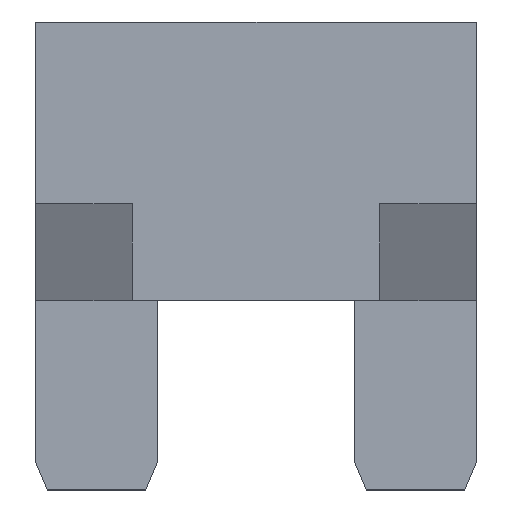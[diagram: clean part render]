
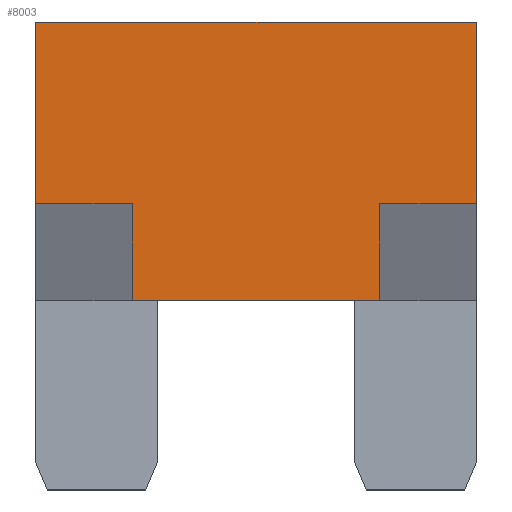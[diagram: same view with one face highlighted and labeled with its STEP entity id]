
A CAD part, top view. The second image highlights one B-rep face of the part: STEP entity #8003.
In plain terms, the highlighted planar face has unit normal (0, 0, 1).
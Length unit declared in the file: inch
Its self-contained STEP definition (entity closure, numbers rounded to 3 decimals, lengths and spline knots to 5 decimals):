
#42 = CARTESIAN_POINT ( 'NONE',  ( -0.57, 0.72, 0.175 ) ) ;
#162 = EDGE_CURVE ( 'NONE', #9833, #19387, #15592, .T. ) ;
#181 = DIRECTION ( 'NONE',  ( 0., 1., 0. ) ) ;
#206 = CARTESIAN_POINT ( 'NONE',  ( -0.32, 0., 0.175 ) ) ;
#352 = DIRECTION ( 'NONE',  ( 0., -1., 0. ) ) ;
#557 = LINE ( 'NONE', #206, #594 ) ;
#594 = VECTOR ( 'NONE', #181, 39.37008 ) ;
#871 = EDGE_CURVE ( 'NONE', #20825, #1701, #9121, .T. ) ;
#1467 = CARTESIAN_POINT ( 'NONE',  ( -0.32, 0., 0.175 ) ) ;
#1701 = VERTEX_POINT ( 'NONE', #3407 ) ;
#1909 = FACE_OUTER_BOUND ( 'NONE', #14729, .T. ) ;
#2176 = CARTESIAN_POINT ( 'NONE',  ( -0.57, 0.72, 0.175 ) ) ;
#2477 = CARTESIAN_POINT ( 'NONE',  ( 0.32, 0., 0.175 ) ) ;
#2507 = CARTESIAN_POINT ( 'NONE',  ( 0.57, 0.25, 0.175 ) ) ;
#3407 = CARTESIAN_POINT ( 'NONE',  ( -0.57, 0.25, 0.175 ) ) ;
#4231 = ORIENTED_EDGE ( 'NONE', *, *, #871, .T. ) ;
#4260 = VECTOR ( 'NONE', #20210, 39.37008 ) ;
#4486 = CARTESIAN_POINT ( 'NONE',  ( 0.32, 0.25, 0.175 ) ) ;
#6038 = DIRECTION ( 'NONE',  ( 1., 0., 0. ) ) ;
#6390 = CARTESIAN_POINT ( 'NONE',  ( 0.57, 0.72, 0.175 ) ) ;
#6603 = ORIENTED_EDGE ( 'NONE', *, *, #8791, .F. ) ;
#6887 = ORIENTED_EDGE ( 'NONE', *, *, #9100, .F. ) ;
#7218 = AXIS2_PLACEMENT_3D ( 'NONE', #19495, #19392, #19305 ) ;
#7363 = ORIENTED_EDGE ( 'NONE', *, *, #162, .F. ) ;
#7768 = CARTESIAN_POINT ( 'NONE',  ( 0.57, 0., 0.175 ) ) ;
#8003 = ADVANCED_FACE ( 'NONE', ( #1909 ), #20109, .F. ) ;
#8560 = VECTOR ( 'NONE', #352, 39.37008 ) ;
#8791 = EDGE_CURVE ( 'NONE', #17809, #14036, #557, .T. ) ;
#9100 = EDGE_CURVE ( 'NONE', #20825, #9833, #18917, .T. ) ;
#9121 = LINE ( 'NONE', #2176, #8560 ) ;
#9369 = LINE ( 'NONE', #16263, #20839 ) ;
#9660 = LINE ( 'NONE', #11617, #13164 ) ;
#9833 = VERTEX_POINT ( 'NONE', #20412 ) ;
#9860 = DIRECTION ( 'NONE',  ( 0., -1., 0. ) ) ;
#10306 = VECTOR ( 'NONE', #6038, 39.37008 ) ;
#10586 = LINE ( 'NONE', #7768, #10306 ) ;
#11617 = CARTESIAN_POINT ( 'NONE',  ( 0.32, 0., 0.175 ) ) ;
#11831 = ORIENTED_EDGE ( 'NONE', *, *, #21941, .F. ) ;
#12559 = ORIENTED_EDGE ( 'NONE', *, *, #15143, .T. ) ;
#13164 = VECTOR ( 'NONE', #9860, 39.37008 ) ;
#13218 = VERTEX_POINT ( 'NONE', #2477 ) ;
#13720 = VECTOR ( 'NONE', #16558, 39.37008 ) ;
#14036 = VERTEX_POINT ( 'NONE', #15970 ) ;
#14267 = ORIENTED_EDGE ( 'NONE', *, *, #18449, .F. ) ;
#14729 = EDGE_LOOP ( 'NONE', ( #4231, #14267, #6603, #12559, #11831, #22132, #7363, #6887 ) ) ;
#15143 = EDGE_CURVE ( 'NONE', #17809, #13218, #10586, .T. ) ;
#15336 = VECTOR ( 'NONE', #16514, 39.37008 ) ;
#15592 = LINE ( 'NONE', #6390, #15336 ) ;
#15970 = CARTESIAN_POINT ( 'NONE',  ( -0.32, 0.25, 0.175 ) ) ;
#16263 = CARTESIAN_POINT ( 'NONE',  ( -0.32, 0.25, 0.175 ) ) ;
#16514 = DIRECTION ( 'NONE',  ( 0., -1., 0. ) ) ;
#16558 = DIRECTION ( 'NONE',  ( 1., 0., 0. ) ) ;
#16867 = CARTESIAN_POINT ( 'NONE',  ( 0.57, 0.72, 0.175 ) ) ;
#17006 = LINE ( 'NONE', #4486, #4260 ) ;
#17809 = VERTEX_POINT ( 'NONE', #1467 ) ;
#18058 = DIRECTION ( 'NONE',  ( -1., 0., 0. ) ) ;
#18449 = EDGE_CURVE ( 'NONE', #14036, #1701, #9369, .T. ) ;
#18917 = LINE ( 'NONE', #16867, #13720 ) ;
#19305 = DIRECTION ( 'NONE',  ( -1., 0., 0. ) ) ;
#19387 = VERTEX_POINT ( 'NONE', #2507 ) ;
#19392 = DIRECTION ( 'NONE',  ( 0., 0., -1. ) ) ;
#19495 = CARTESIAN_POINT ( 'NONE',  ( 0.57, 0.72, 0.175 ) ) ;
#20109 = PLANE ( 'NONE',  #7218 ) ;
#20210 = DIRECTION ( 'NONE',  ( 1., 0., 0. ) ) ;
#20412 = CARTESIAN_POINT ( 'NONE',  ( 0.57, 0.72, 0.175 ) ) ;
#20825 = VERTEX_POINT ( 'NONE', #42 ) ;
#20839 = VECTOR ( 'NONE', #18058, 39.37008 ) ;
#21129 = CARTESIAN_POINT ( 'NONE',  ( 0.32, 0.25, 0.175 ) ) ;
#21476 = EDGE_CURVE ( 'NONE', #22453, #19387, #17006, .T. ) ;
#21941 = EDGE_CURVE ( 'NONE', #22453, #13218, #9660, .T. ) ;
#22132 = ORIENTED_EDGE ( 'NONE', *, *, #21476, .T. ) ;
#22453 = VERTEX_POINT ( 'NONE', #21129 ) ;
